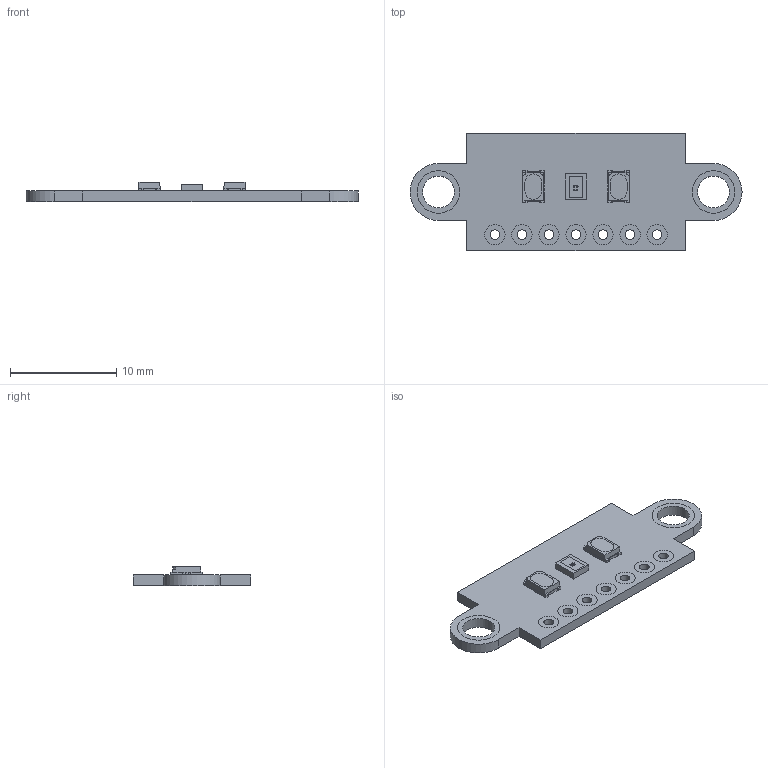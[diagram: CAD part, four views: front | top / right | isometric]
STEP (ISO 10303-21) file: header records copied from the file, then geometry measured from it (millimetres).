
FILE_DESCRIPTION(/* description */ (''),/* implementation_level */ '2;1');
FILE_NAME(/* name */ 'TCS34725_RectangularBreakout.step',/* time_stamp */ '2024-08-30T12:35:52+02:00',/* author */ (''),/* organization */ (''),/* preprocessor_version */ 'ST-DEVELOPER v20',/* originating_system */ 'Autodesk Translation Framework v13.14.0.145',/* authorisation */ '');
FILE_SCHEMA (('AUTOMOTIVE_DESIGN { 1 0 10303 214 3 1 1 }'));
Length unit declared in the file: millimetre
Products named in the file (8): TCS34725_RectangularBreakout; (Unsaved); Assem1; body; LED; contact; contact_1; contact_2
Assembly tree (8 placements, depth 3):
  TCS34725_RectangularBreakout
    (Unsaved)
    Assem1  x2
      body
      LED
      contact
      contact_1
      contact_2
Bounding box: 31.2 x 11 x 1.8 mm (x, y, z)
Volume: 269.9 mm3; surface area: 737.2 mm2
Topology: 25 solids, 25 shells, 420 faces, 1000 edges, 654 vertices
Faces by surface type: plane 349, cylinder 63, bspline 8
Full cylindrical faces by diameter (mm): 0.34 x4, 0.9 x7, 1.9 x14, 3 x2, 4 x4
Entity records: 9375 total; most frequent: CARTESIAN_POINT 1601, DIRECTION 1502, ORIENTED_EDGE 1468, EDGE_CURVE 734, LINE 616, VECTOR 616, VERTEX_POINT 482, AXIS2_PLACEMENT_3D 443
